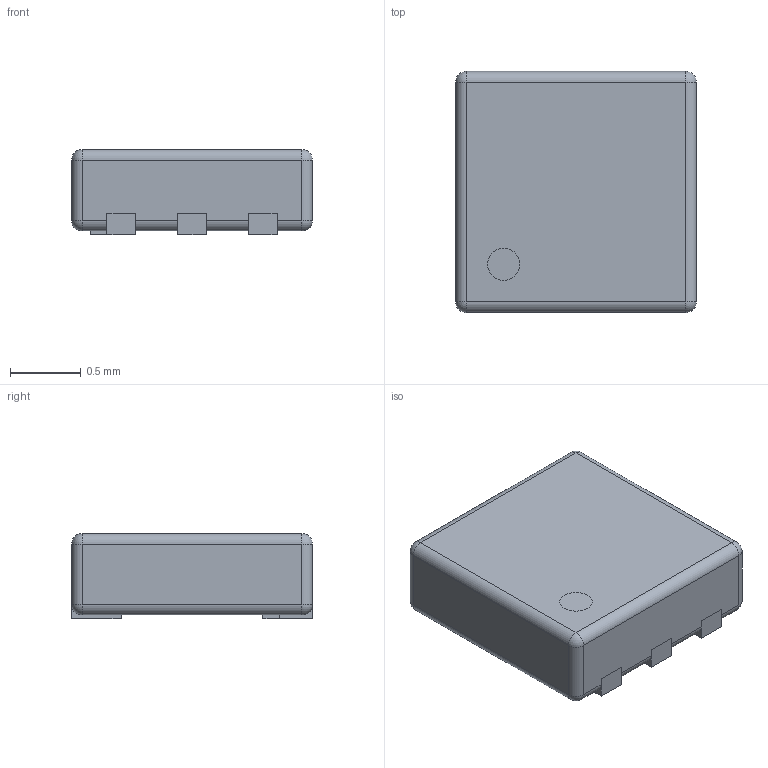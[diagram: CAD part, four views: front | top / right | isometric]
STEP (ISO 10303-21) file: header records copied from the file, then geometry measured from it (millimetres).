
FILE_DESCRIPTION(('STEP AP214'), '1');
FILE_NAME('MO-229', '2019-06-02T20:54:08', ('Nobody'), (''), 'ASCON STEP Converter 1.3', 'ASCON Math Kernel', '');
FILE_SCHEMA(('AUTOMOTIVE_DESIGN { 1 0 10303 214 3 1 1}'));
Length unit declared in the file: millimetre
Assembly tree (3 placements, depth 2):
  (unnamed)
    (unnamed)
    (unnamed)  x2
Bounding box: 1.7 x 1.7 x 0.6 mm (x, y, z)
Volume: 1.7 mm3; surface area: 11.6 mm2
Topology: 7 solids, 7 shells, 97 faces, 257 edges, 173 vertices
Faces by surface type: plane 71, cylinder 18, sphere 8
Entity records: 3456 total; most frequent: DIRECTION 440, CARTESIAN_POINT 439, ORIENTED_EDGE 398, EDGE_CURVE 199, LINE 188, VECTOR 188, AXIS2_PLACEMENT_3D 126, VERTEX_POINT 125
